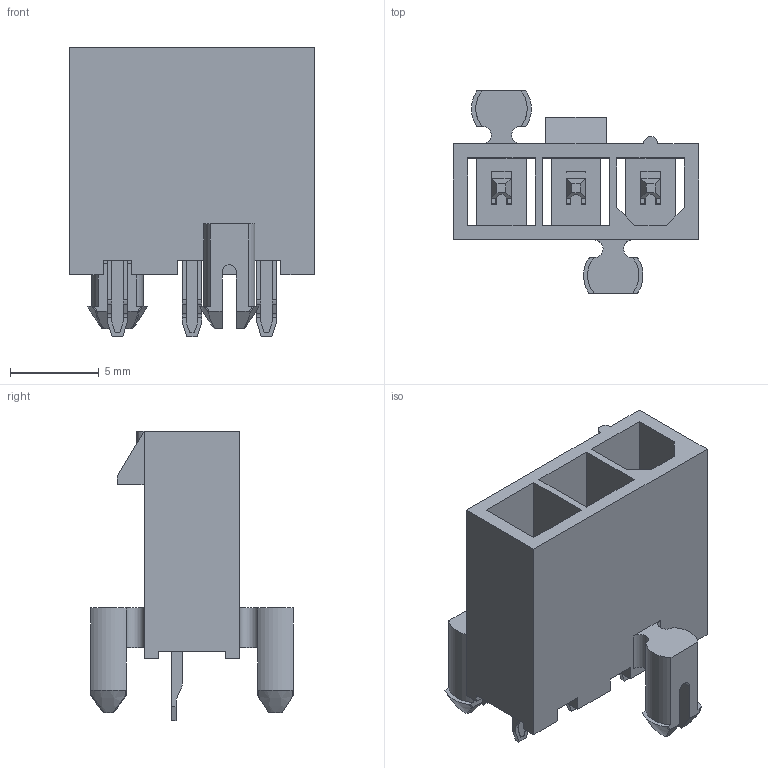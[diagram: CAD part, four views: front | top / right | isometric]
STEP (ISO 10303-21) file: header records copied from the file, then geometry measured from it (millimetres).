
FILE_DESCRIPTION(/* description */ ('Unknown'),/* implementation_level */ '2;1');
FILE_NAME(/* name */ '649003121732',/* time_stamp */ '2019-08-13T11:49:05+02:00',/* author */ ('Unknown'),/* organization */ ('Unknown'),/* preprocessor_version */ 'ST-DEVELOPER v16.7',/* originating_system */ 'DEX',/* authorisation */ $);
FILE_SCHEMA (('AUTOMOTIVE_DESIGN {1 0 10303 214 3 1 1}'));
Length unit declared in the file: millimetre
Products named in the file (3): 6490xx121732; 649003121732; 6490xx121732_PIN
Assembly tree (4 placements, depth 2):
  6490xx121732
    649003121732
    6490xx121732_PIN  x3
Bounding box: 13.8 x 11.4 x 16.3 mm (x, y, z)
Volume: 566.5 mm3; surface area: 1605.2 mm2
Topology: 4 solids, 4 shells, 385 faces, 1121 edges, 736 vertices
Faces by surface type: plane 276, cylinder 95, bspline 14
Entity records: 7836 total; most frequent: CARTESIAN_POINT 1684, ORIENTED_EDGE 1354, DIRECTION 1145, EDGE_CURVE 677, LINE 545, VECTOR 545, VERTEX_POINT 444, AXIS2_PLACEMENT_3D 300
